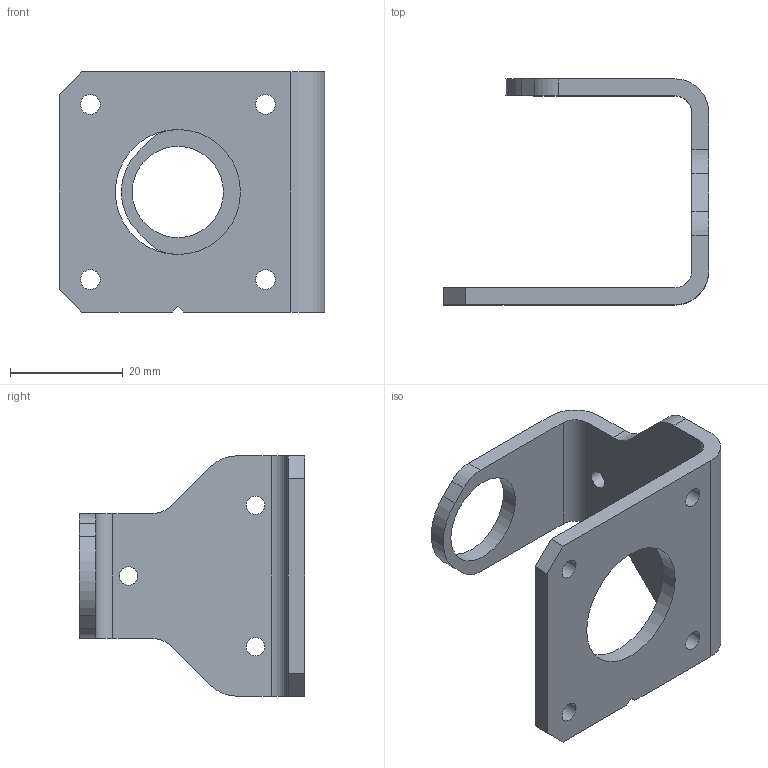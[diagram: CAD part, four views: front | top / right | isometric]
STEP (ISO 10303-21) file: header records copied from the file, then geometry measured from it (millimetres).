
FILE_DESCRIPTION(/* description */ ('SOPORTE MOTOR Z'),/* implementation_level */ '2;1');
FILE_NAME(/* name */ 'C04H030048-z-motor-support.stp',/* time_stamp */ '2014-12-22T15:01:09+01:00',/* author */ ('MARCHA TECHNOLOGY'),/* organization */ ('MARCHA TECHNOLOGY'),/* preprocessor_version */ 'ST-DEVELOPER v15.6',/* originating_system */ 'Autodesk Inventor 2015',/* authorisation */ '');
FILE_SCHEMA (('CONFIG_CONTROL_DESIGN'));
Length unit declared in the file: millimetre
Products named in the file (1): C04H030048-z-motor-support
Bounding box: 47 x 40 x 42.5 mm (x, y, z)
Volume: 9106.6 mm3; surface area: 7510.6 mm2
Topology: 1 solids, 1 shells, 40 faces, 122 edges, 84 vertices
Faces by surface type: plane 20, cylinder 20
Full cylindrical faces by diameter (mm): 3.242 x3, 3.5 x4, 16.15 x1, 22.15 x1
Entity records: 1333 total; most frequent: DIRECTION 227, CARTESIAN_POINT 222, ORIENTED_EDGE 210, EDGE_CURVE 105, AXIS2_PLACEMENT_3D 81, VERTEX_POINT 76, EDGE_LOOP 67, LINE 65
